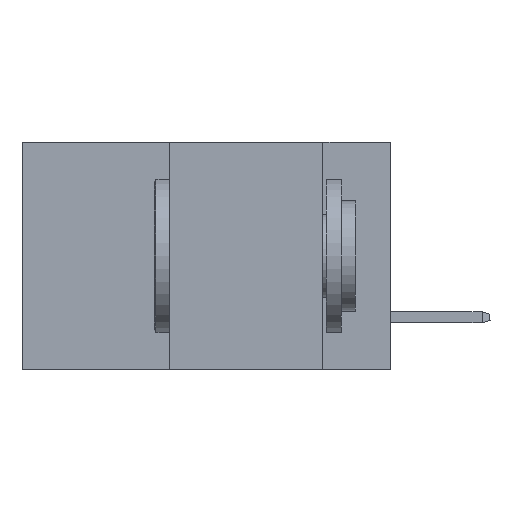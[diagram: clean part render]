
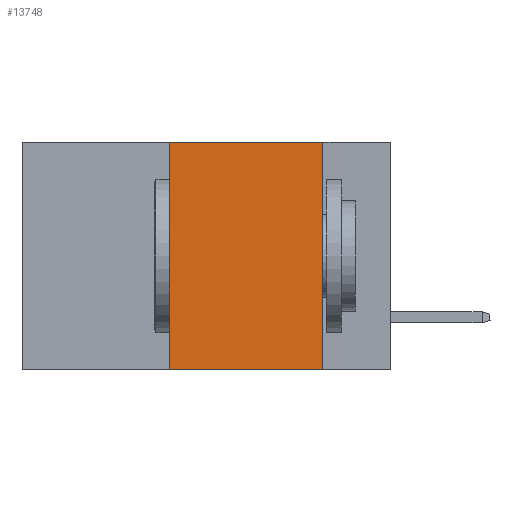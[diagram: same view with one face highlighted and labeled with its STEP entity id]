
A CAD part, left-side view. The second image highlights one B-rep face of the part: STEP entity #13748.
In plain terms, the highlighted planar face has unit normal (-1, 0, 0).
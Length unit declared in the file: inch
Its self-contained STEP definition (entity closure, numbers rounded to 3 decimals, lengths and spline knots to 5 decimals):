
#509 = CARTESIAN_POINT ( 'NONE',  ( 0., 0.6, -0.37 ) ) ;
#1891 = VERTEX_POINT ( 'NONE', #18240 ) ;
#2660 = EDGE_CURVE ( 'NONE', #12828, #21993, #14188, .T. ) ;
#2725 = EDGE_CURVE ( 'NONE', #11087, #21993, #18471, .T. ) ;
#3115 = CARTESIAN_POINT ( 'NONE',  ( 0., 0.6, 0. ) ) ;
#3321 = FACE_OUTER_BOUND ( 'NONE', #19502, .T. ) ;
#3798 = CARTESIAN_POINT ( 'NONE',  ( 0., 0.11, -0.37 ) ) ;
#4175 = PLANE ( 'NONE',  #10992 ) ;
#5751 = LINE ( 'NONE', #23131, #16703 ) ;
#6118 = CARTESIAN_POINT ( 'NONE',  ( 0., 0.11, 0. ) ) ;
#8096 = EDGE_CURVE ( 'NONE', #1891, #12828, #13997, .T. ) ;
#8717 = DIRECTION ( 'NONE',  ( 0., -1., 0. ) ) ;
#9689 = VECTOR ( 'NONE', #8717, 39.37008 ) ;
#10162 = VECTOR ( 'NONE', #20848, 39.37008 ) ;
#10414 = CARTESIAN_POINT ( 'NONE',  ( 0., 0.36, -0.37 ) ) ;
#10992 = AXIS2_PLACEMENT_3D ( 'NONE', #15214, #14905, #20596 ) ;
#11087 = VERTEX_POINT ( 'NONE', #10414 ) ;
#12272 = DIRECTION ( 'NONE',  ( 0., 0., 1. ) ) ;
#12828 = VERTEX_POINT ( 'NONE', #22781 ) ;
#13748 = ADVANCED_FACE ( 'NONE', ( #3321 ), #4175, .F. ) ;
#13997 = LINE ( 'NONE', #3115, #9689 ) ;
#14188 = LINE ( 'NONE', #6118, #23318 ) ;
#14905 = DIRECTION ( 'NONE',  ( 1., 0., 0. ) ) ;
#15214 = CARTESIAN_POINT ( 'NONE',  ( 0., 0.6, 0. ) ) ;
#15448 = DIRECTION ( 'NONE',  ( 0., 0., -1. ) ) ;
#16036 = ORIENTED_EDGE ( 'NONE', *, *, #8096, .F. ) ;
#16333 = ORIENTED_EDGE ( 'NONE', *, *, #2660, .F. ) ;
#16703 = VECTOR ( 'NONE', #12272, 39.37008 ) ;
#18240 = CARTESIAN_POINT ( 'NONE',  ( 0., 0.36, 0. ) ) ;
#18471 = LINE ( 'NONE', #509, #10162 ) ;
#19502 = EDGE_LOOP ( 'NONE', ( #16333, #16036, #23071, #21136 ) ) ;
#20596 = DIRECTION ( 'NONE',  ( 0., 0., -1. ) ) ;
#20848 = DIRECTION ( 'NONE',  ( 0., -1., 0. ) ) ;
#21136 = ORIENTED_EDGE ( 'NONE', *, *, #2725, .T. ) ;
#21993 = VERTEX_POINT ( 'NONE', #3798 ) ;
#22781 = CARTESIAN_POINT ( 'NONE',  ( 0., 0.11, 0. ) ) ;
#23071 = ORIENTED_EDGE ( 'NONE', *, *, #23110, .F. ) ;
#23110 = EDGE_CURVE ( 'NONE', #11087, #1891, #5751, .T. ) ;
#23131 = CARTESIAN_POINT ( 'NONE',  ( 0., 0.36, 0. ) ) ;
#23318 = VECTOR ( 'NONE', #15448, 39.37008 ) ;
